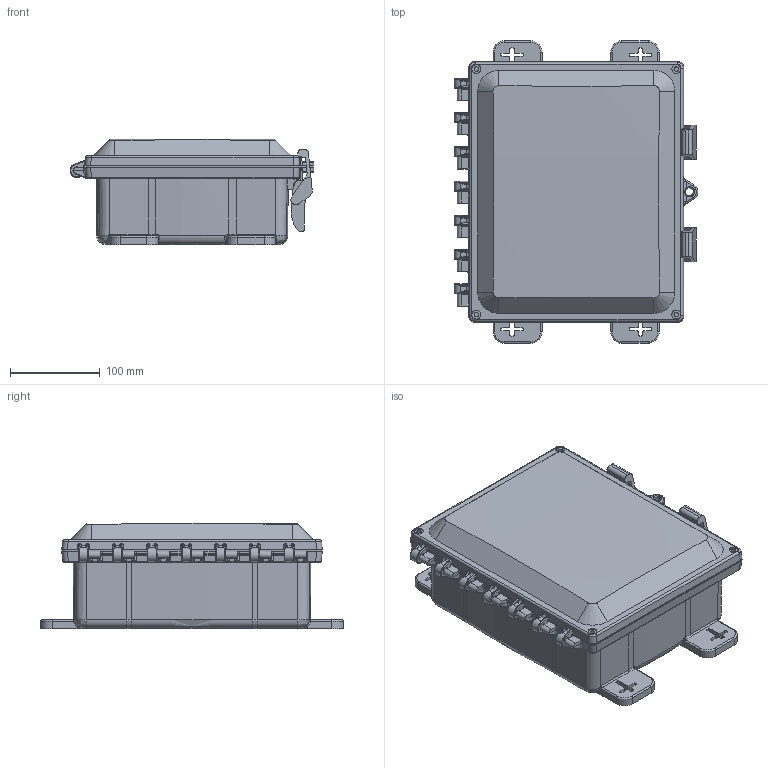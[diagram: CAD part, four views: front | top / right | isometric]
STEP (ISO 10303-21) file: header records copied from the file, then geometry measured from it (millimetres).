
FILE_DESCRIPTION (( 'STEP AP214' ), '1' );
FILE_NAME ('AH1083C.STEP', '2024-02-08T12:22:57', ( '' ), ( '' ), 'SwSTEP 2.0', 'SolidWorks 2023', '' );
FILE_SCHEMA (( 'AUTOMOTIVE_DESIGN' ));
Length unit declared in the file: inch
Products named in the file (1): AH1083C
Bounding box: 271.18 x 336.55 x 116.87 mm (x, y, z)
Volume: 1250951.3 mm3; surface area: 560158.2 mm2
Topology: 6 solids, 6 shells, 1801 faces, 4372 edges, 2612 vertices
Faces by surface type: bspline 605, cylinder 570, plane 487, cone 80, torus 51, sphere 8
Full cylindrical faces by diameter (mm): 4.55 x11, 4.953 x4, 7.26 x4, 7.518 x4, 7.937 x7, 8.319 x7, 9.525 x1, 9.906 x4, 11.43 x1, 12.6 x11, 16.2 x4
Entity records: 96761 total; most frequent: CARTESIAN_POINT 61916, ORIENTED_EDGE 8576, DIRECTION 5101, EDGE_CURVE 4288, VERTEX_POINT 2597, EDGE_LOOP 1937, FACE_OUTER_BOUND 1859, B_SPLINE_CURVE_WITH_KNOTS 1815
